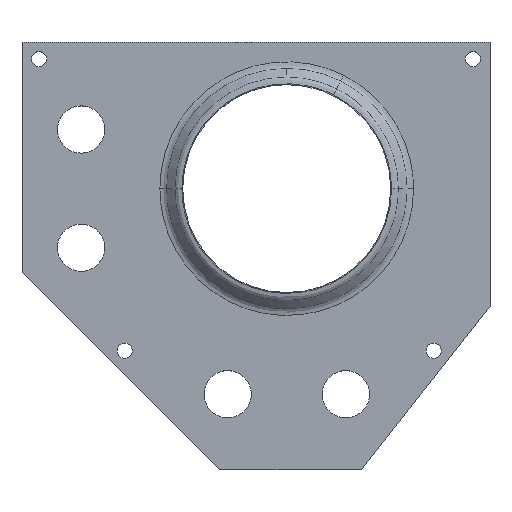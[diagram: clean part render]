
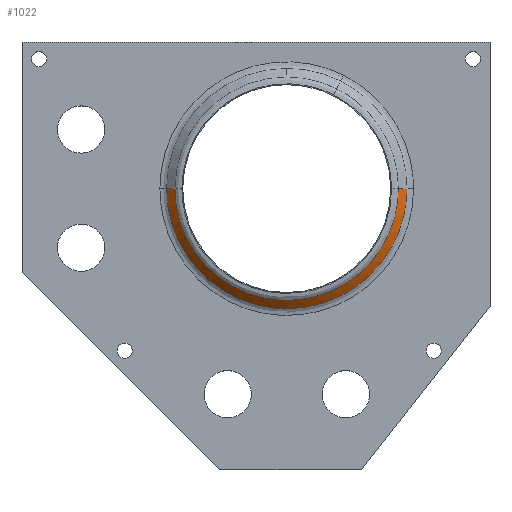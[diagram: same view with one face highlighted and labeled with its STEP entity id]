
A CAD part, top view. The second image highlights one B-rep face of the part: STEP entity #1022.
In plain terms, the highlighted conical face has half-angle 45 degrees and reference radius 25.425 mm.
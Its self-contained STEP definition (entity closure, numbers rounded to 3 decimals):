
#1 = CARTESIAN_POINT ( 'NONE',  ( 25.25, -3.327, 30.586 ) ) ;
#8 = CARTESIAN_POINT ( 'NONE',  ( -23.586, 0., 32.414 ) ) ;
#44 = CARTESIAN_POINT ( 'NONE',  ( -17.769, -15.586, 32.414 ) ) ;
#84 = CARTESIAN_POINT ( 'NONE',  ( 22.381, -7.6, 32.414 ) ) ;
#91 = CARTESIAN_POINT ( 'NONE',  ( 23.434, -3.087, 32.414 ) ) ;
#95 = CARTESIAN_POINT ( 'NONE',  ( -22.843, -11.262, 30.586 ) ) ;
#98 = CARTESIAN_POINT ( 'NONE',  ( -3.087, -23.434, 32.414 ) ) ;
#106 = CARTESIAN_POINT ( 'NONE',  ( 22.843, -11.262, 30.586 ) ) ;
#112 = CARTESIAN_POINT ( 'NONE',  ( -12.736, -22.055, 30.586 ) ) ;
#113 = VERTEX_POINT ( 'NONE', #532 ) ;
#159 = CARTESIAN_POINT ( 'NONE',  ( -23.586, -1.544, 32.414 ) ) ;
#179 = CARTESIAN_POINT ( 'NONE',  ( 25.414, 0., 30.586 ) ) ;
#216 = CARTESIAN_POINT ( 'NONE',  ( -11.82, -20.468, 32.414 ) ) ;
#220 = CARTESIAN_POINT ( 'NONE',  ( -25.414, -1.663, 30.586 ) ) ;
#223 = CARTESIAN_POINT ( 'NONE',  ( 21.2, -10.452, 32.414 ) ) ;
#228 = CARTESIAN_POINT ( 'NONE',  ( -24.116, -8.189, 30.586 ) ) ;
#246 = CARTESIAN_POINT ( 'NONE',  ( -11.262, -22.843, 30.586 ) ) ;
#267 = CARTESIAN_POINT ( 'NONE',  ( -22.381, -7.6, 32.414 ) ) ;
#290 = CARTESIAN_POINT ( 'NONE',  ( -23.434, -3.087, 32.414 ) ) ;
#305 = CARTESIAN_POINT ( 'NONE',  ( -10.452, -21.2, 32.414 ) ) ;
#307 = CONICAL_SURFACE ( 'NONE', #1356, 25.425, 0.785 ) ;
#346 = CARTESIAN_POINT ( 'NONE',  ( -18.753, -14.387, 32.414 ) ) ;
#351 = CARTESIAN_POINT ( 'NONE',  ( -22.055, -12.736, 30.586 ) ) ;
#354 = CARTESIAN_POINT ( 'NONE',  ( 7.6, -22.381, 32.414 ) ) ;
#383 = CARTESIAN_POINT ( 'NONE',  ( 16.794, -19.147, 30.586 ) ) ;
#466 = CARTESIAN_POINT ( 'NONE',  ( 11.82, -20.468, 32.414 ) ) ;
#469 = CARTESIAN_POINT ( 'NONE',  ( -23.586, 0., 32.414 ) ) ;
#471 = CARTESIAN_POINT ( 'NONE',  ( -3.327, -25.25, 30.586 ) ) ;
#474 = CARTESIAN_POINT ( 'NONE',  ( -15.586, -17.769, 32.414 ) ) ;
#512 = CARTESIAN_POINT ( 'NONE',  ( 23.586, 0., 32.414 ) ) ;
#519 = FACE_OUTER_BOUND ( 'NONE', #1529, .T. ) ;
#532 = CARTESIAN_POINT ( 'NONE',  ( -23.586, 0., 32.414 ) ) ;
#541 = CARTESIAN_POINT ( 'NONE',  ( 15.586, -17.769, 32.414 ) ) ;
#587 = CARTESIAN_POINT ( 'NONE',  ( -1.544, -23.586, 32.414 ) ) ;
#591 = CARTESIAN_POINT ( 'NONE',  ( 6.589, -24.601, 30.586 ) ) ;
#608 = CARTESIAN_POINT ( 'NONE',  ( 25.414, 0., 30.586 ) ) ;
#622 = CARTESIAN_POINT ( 'NONE',  ( 20.207, -15.502, 30.586 ) ) ;
#640 = CARTESIAN_POINT ( 'NONE',  ( 24.195, 0., 31.805 ) ) ;
#674 = CARTESIAN_POINT ( 'NONE',  ( 18.753, -14.387, 32.414 ) ) ;
#684 = CARTESIAN_POINT ( 'NONE',  ( 23.586, 0., 32.414 ) ) ;
#717 = CARTESIAN_POINT ( 'NONE',  ( -16.794, -19.147, 30.586 ) ) ;
#720 = CARTESIAN_POINT ( 'NONE',  ( -7.6, -22.381, 32.414 ) ) ;
#735 = CARTESIAN_POINT ( 'NONE',  ( -25.414, 0., 30.586 ) ) ;
#738 = VERTEX_POINT ( 'NONE', #512 ) ;
#741 = CARTESIAN_POINT ( 'NONE',  ( 25.414, -1.663, 30.586 ) ) ;
#746 = CARTESIAN_POINT ( 'NONE',  ( -1.663, -25.414, 30.586 ) ) ;
#793 = VERTEX_POINT ( 'NONE', #179 ) ;
#804 = CARTESIAN_POINT ( 'NONE',  ( 6.115, -22.831, 32.414 ) ) ;
#844 = CARTESIAN_POINT ( 'NONE',  ( 1.544, -23.586, 32.414 ) ) ;
#867 = CARTESIAN_POINT ( 'NONE',  ( -20.207, -15.502, 30.586 ) ) ;
#874 = CARTESIAN_POINT ( 'NONE',  ( 24.116, -8.189, 30.586 ) ) ;
#881 = ORIENTED_EDGE ( 'NONE', *, *, #1547, .F. ) ;
#915 = CARTESIAN_POINT ( 'NONE',  ( 0., 0., 30.575 ) ) ;
#952 = EDGE_CURVE ( 'NONE', #1140, #793, #1084, .T. ) ;
#970 = CARTESIAN_POINT ( 'NONE',  ( -24.805, 0., 31.195 ) ) ;
#976 = CARTESIAN_POINT ( 'NONE',  ( 22.831, -6.115, 32.414 ) ) ;
#981 = CARTESIAN_POINT ( 'NONE',  ( -8.189, -24.116, 30.586 ) ) ;
#987 = CARTESIAN_POINT ( 'NONE',  ( -24.601, -6.589, 30.586 ) ) ;
#996 = CARTESIAN_POINT ( 'NONE',  ( -19.147, -16.794, 30.586 ) ) ;
#1004 = CARTESIAN_POINT ( 'NONE',  ( 11.262, -22.843, 30.586 ) ) ;
#1022 = ADVANCED_FACE ( 'NONE', ( #519 ), #307, .T. ) ;
#1029 = CARTESIAN_POINT ( 'NONE',  ( 25.414, 0., 30.586 ) ) ;
#1044 = CARTESIAN_POINT ( 'NONE',  ( 3.087, -23.434, 32.414 ) ) ;
#1053 = CARTESIAN_POINT ( 'NONE',  ( 20.468, -11.82, 32.414 ) ) ;
#1083 = CARTESIAN_POINT ( 'NONE',  ( -14.387, -18.753, 32.414 ) ) ;
#1084 = B_SPLINE_CURVE_WITH_KNOTS ( 'NONE', 3,
 ( #735, #220, #1369, #987, #228, #95, #351, #867, #996, #717, #1130, #112, #246, #981, #1376, #471, #746, #1245, #1509, #591, #1492, #1004, #1097, #1118, #383, #1223, #622, #1350, #106, #874, #1238, #1, #741, #608 ),
 .UNSPECIFIED., .F., .F.,
 ( 4, 2, 2, 2, 2, 2, 2, 2, 2, 2, 2, 2, 2, 2, 2, 2, 4 ),
 ( 0., 0.063, 0.125, 0.188, 0.25, 0.313, 0.375, 0.438, 0.5, 0.563, 0.625, 0.688, 0.75, 0.813, 0.875, 0.938, 1. ),
 .UNSPECIFIED. ) ;
#1097 = CARTESIAN_POINT ( 'NONE',  ( 12.736, -22.055, 30.586 ) ) ;
#1118 = CARTESIAN_POINT ( 'NONE',  ( 15.502, -20.207, 30.586 ) ) ;
#1124 = EDGE_CURVE ( 'NONE', #793, #738, #1144, .T. ) ;
#1130 = CARTESIAN_POINT ( 'NONE',  ( -15.502, -20.207, 30.586 ) ) ;
#1140 = VERTEX_POINT ( 'NONE', #1283 ) ;
#1144 = B_SPLINE_CURVE_WITH_KNOTS ( 'NONE', 3,
 ( #1029, #1266, #640, #1146 ),
 .UNSPECIFIED., .F., .F.,
 ( 4, 4 ),
 ( 0., 1. ),
 .UNSPECIFIED. ) ;
#1146 = CARTESIAN_POINT ( 'NONE',  ( 23.586, 0., 32.414 ) ) ;
#1169 = ORIENTED_EDGE ( 'NONE', *, *, #1124, .T. ) ;
#1223 = CARTESIAN_POINT ( 'NONE',  ( 19.147, -16.794, 30.586 ) ) ;
#1224 = B_SPLINE_CURVE_WITH_KNOTS ( 'NONE', 3,
 ( #1348, #970, #1474, #469 ),
 .UNSPECIFIED., .F., .F.,
 ( 4, 4 ),
 ( 0., 1. ),
 .UNSPECIFIED. ) ;
#1238 = CARTESIAN_POINT ( 'NONE',  ( 24.601, -6.589, 30.586 ) ) ;
#1241 = EDGE_CURVE ( 'NONE', #1140, #113, #1224, .T. ) ;
#1245 = CARTESIAN_POINT ( 'NONE',  ( 1.663, -25.414, 30.586 ) ) ;
#1266 = CARTESIAN_POINT ( 'NONE',  ( 24.805, 0., 31.195 ) ) ;
#1278 = B_SPLINE_CURVE_WITH_KNOTS ( 'NONE', 3,
 ( #8, #159, #290, #1396, #267, #1291, #1339, #346, #44, #474, #1083, #216, #305, #720, #1430, #98, #587, #844, #1044, #804, #354, #1558, #466, #1353, #541, #1615, #674, #1053, #223, #84, #976, #91, #1596, #684 ),
 .UNSPECIFIED., .F., .F.,
 ( 4, 2, 2, 2, 2, 2, 2, 2, 2, 2, 2, 2, 2, 2, 2, 2, 4 ),
 ( 0., 0.063, 0.125, 0.188, 0.25, 0.312, 0.375, 0.437, 0.5, 0.562, 0.625, 0.687, 0.75, 0.812, 0.875, 0.938, 1. ),
 .UNSPECIFIED. ) ;
#1283 = CARTESIAN_POINT ( 'NONE',  ( -25.414, 0., 30.586 ) ) ;
#1291 = CARTESIAN_POINT ( 'NONE',  ( -21.2, -10.452, 32.414 ) ) ;
#1292 = DIRECTION ( 'NONE',  ( 0., 1., 0. ) ) ;
#1339 = CARTESIAN_POINT ( 'NONE',  ( -20.468, -11.82, 32.414 ) ) ;
#1348 = CARTESIAN_POINT ( 'NONE',  ( -25.414, 0., 30.586 ) ) ;
#1350 = CARTESIAN_POINT ( 'NONE',  ( 22.055, -12.736, 30.586 ) ) ;
#1353 = CARTESIAN_POINT ( 'NONE',  ( 14.387, -18.753, 32.414 ) ) ;
#1356 = AXIS2_PLACEMENT_3D ( 'NONE', #915, #1542, #1292 ) ;
#1369 = CARTESIAN_POINT ( 'NONE',  ( -25.25, -3.327, 30.586 ) ) ;
#1376 = CARTESIAN_POINT ( 'NONE',  ( -6.589, -24.601, 30.586 ) ) ;
#1396 = CARTESIAN_POINT ( 'NONE',  ( -22.831, -6.115, 32.414 ) ) ;
#1430 = CARTESIAN_POINT ( 'NONE',  ( -6.115, -22.831, 32.414 ) ) ;
#1459 = ORIENTED_EDGE ( 'NONE', *, *, #1241, .F. ) ;
#1474 = CARTESIAN_POINT ( 'NONE',  ( -24.195, 0., 31.805 ) ) ;
#1492 = CARTESIAN_POINT ( 'NONE',  ( 8.189, -24.116, 30.586 ) ) ;
#1509 = CARTESIAN_POINT ( 'NONE',  ( 3.327, -25.25, 30.586 ) ) ;
#1519 = ORIENTED_EDGE ( 'NONE', *, *, #952, .T. ) ;
#1529 = EDGE_LOOP ( 'NONE', ( #1459, #1519, #1169, #881 ) ) ;
#1542 = DIRECTION ( 'NONE',  ( 0., 0., -1. ) ) ;
#1547 = EDGE_CURVE ( 'NONE', #113, #738, #1278, .T. ) ;
#1558 = CARTESIAN_POINT ( 'NONE',  ( 10.452, -21.2, 32.414 ) ) ;
#1596 = CARTESIAN_POINT ( 'NONE',  ( 23.586, -1.544, 32.414 ) ) ;
#1615 = CARTESIAN_POINT ( 'NONE',  ( 17.769, -15.586, 32.414 ) ) ;
